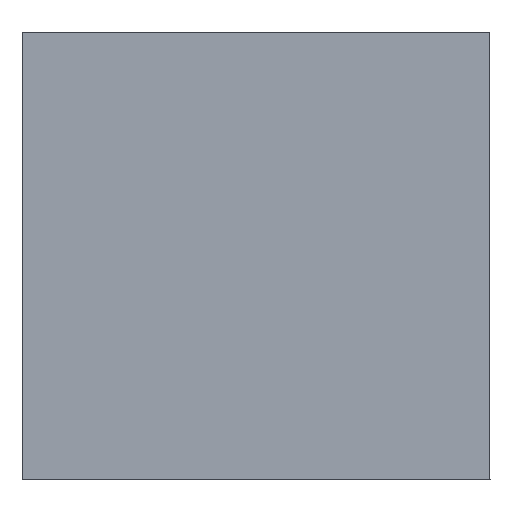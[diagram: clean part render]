
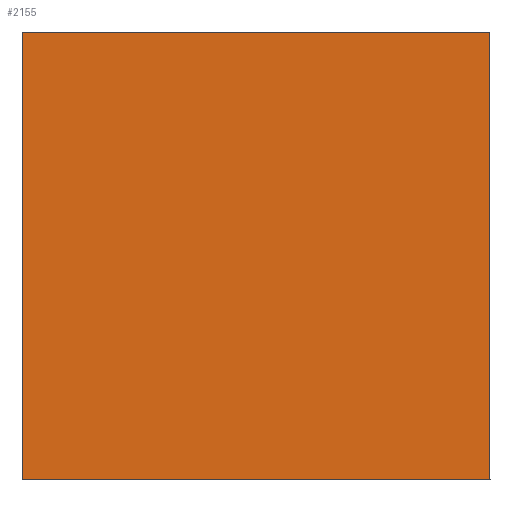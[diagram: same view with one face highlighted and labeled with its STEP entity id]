
A CAD part, front view. The second image highlights one B-rep face of the part: STEP entity #2155.
In plain terms, the highlighted planar face has unit normal (0, -1, 0).
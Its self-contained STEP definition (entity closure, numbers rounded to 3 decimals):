
#116=PLANE('',#2314);
#222=FACE_OUTER_BOUND('',#339,.T.);
#339=EDGE_LOOP('',(#1759,#1760,#1761,#1762));
#595=LINE('',#3323,#850);
#596=LINE('',#3325,#851);
#597=LINE('',#3327,#852);
#598=LINE('',#3328,#853);
#850=VECTOR('',#2714,10.);
#851=VECTOR('',#2715,10.);
#852=VECTOR('',#2716,10.);
#853=VECTOR('',#2717,10.);
#1073=VERTEX_POINT('',#3321);
#1074=VERTEX_POINT('',#3322);
#1075=VERTEX_POINT('',#3324);
#1076=VERTEX_POINT('',#3326);
#1333=EDGE_CURVE('',#1073,#1074,#595,.T.);
#1334=EDGE_CURVE('',#1074,#1075,#596,.T.);
#1335=EDGE_CURVE('',#1075,#1076,#597,.T.);
#1336=EDGE_CURVE('',#1076,#1073,#598,.T.);
#1759=ORIENTED_EDGE('',*,*,#1333,.T.);
#1760=ORIENTED_EDGE('',*,*,#1334,.T.);
#1761=ORIENTED_EDGE('',*,*,#1335,.T.);
#1762=ORIENTED_EDGE('',*,*,#1336,.T.);
#2155=ADVANCED_FACE('',(#222),#116,.T.);
#2314=AXIS2_PLACEMENT_3D('',#3320,#2712,#2713);
#2712=DIRECTION('center_axis',(0.,-1.,0.));
#2713=DIRECTION('ref_axis',(0.,0.,-1.));
#2714=DIRECTION('',(0.,0.,-1.));
#2715=DIRECTION('',(1.,0.,0.));
#2716=DIRECTION('',(0.,0.,1.));
#2717=DIRECTION('',(-1.,0.,0.));
#3320=CARTESIAN_POINT('Origin',(0.15,-3.64,0.));
#3321=CARTESIAN_POINT('',(-44.925,-3.64,43.075));
#3322=CARTESIAN_POINT('',(-44.925,-3.64,-43.075));
#3323=CARTESIAN_POINT('',(-44.925,-3.64,43.075));
#3324=CARTESIAN_POINT('',(45.225,-3.64,-43.075));
#3325=CARTESIAN_POINT('',(-44.925,-3.64,-43.075));
#3326=CARTESIAN_POINT('',(45.225,-3.64,43.075));
#3327=CARTESIAN_POINT('',(45.225,-3.64,-43.075));
#3328=CARTESIAN_POINT('',(45.225,-3.64,43.075));
